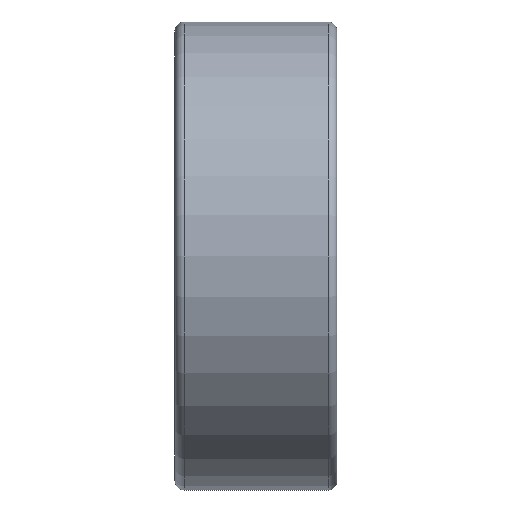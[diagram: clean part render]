
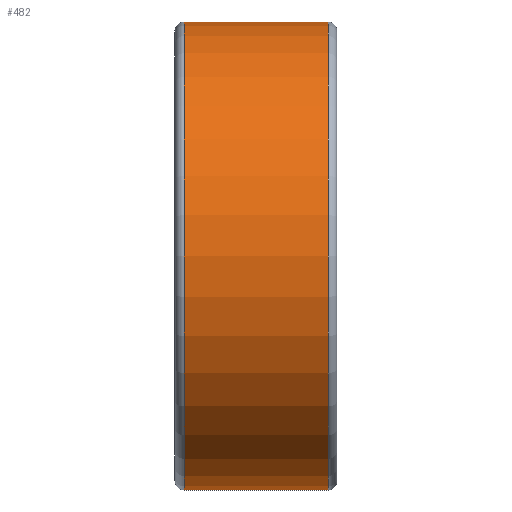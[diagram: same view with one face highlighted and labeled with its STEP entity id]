
A CAD part, front view. The second image highlights one B-rep face of the part: STEP entity #482.
In plain terms, the highlighted cylindrical face has radius 26 mm (diameter 52 mm), a full revolution.
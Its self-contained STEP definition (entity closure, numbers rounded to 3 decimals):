
#482 = ADVANCED_FACE( '', ( #558, #559 ), #560, .T. );
#558 = FACE_OUTER_BOUND( '', #639, .T. );
#559 = FACE_OUTER_BOUND( '', #640, .T. );
#560 = CYLINDRICAL_SURFACE( '', #641, 26. );
#639 = EDGE_LOOP( '', ( #765 ) );
#640 = EDGE_LOOP( '', ( #766 ) );
#641 = AXIS2_PLACEMENT_3D( '', #767, #768, #769 );
#765 = ORIENTED_EDGE( '', *, *, #793, .T. );
#766 = ORIENTED_EDGE( '', *, *, #805, .F. );
#767 = CARTESIAN_POINT( '', ( 50., 0., 0. ) );
#768 = DIRECTION( '', ( -1., 0., 0. ) );
#769 = DIRECTION( '', ( 0., 0., -1. ) );
#793 = EDGE_CURVE( '', #836, #836, #837, .T. );
#805 = EDGE_CURVE( '', #856, #856, #857, .T. );
#836 = VERTEX_POINT( '', #884 );
#837 = CIRCLE( '', #885, 26. );
#856 = VERTEX_POINT( '', #904 );
#857 = CIRCLE( '', #905, 26. );
#884 = CARTESIAN_POINT( '', ( 1., 0., -26. ) );
#885 = AXIS2_PLACEMENT_3D( '', #945, #946, #947 );
#904 = CARTESIAN_POINT( '', ( 17., 0., -26. ) );
#905 = AXIS2_PLACEMENT_3D( '', #975, #976, #977 );
#945 = CARTESIAN_POINT( '', ( 1., 0., 0. ) );
#946 = DIRECTION( '', ( 1., 0., 0. ) );
#947 = DIRECTION( '', ( 0., 0., -1. ) );
#975 = CARTESIAN_POINT( '', ( 17., 0., 0. ) );
#976 = DIRECTION( '', ( 1., 0., 0. ) );
#977 = DIRECTION( '', ( 0., 0., -1. ) );
